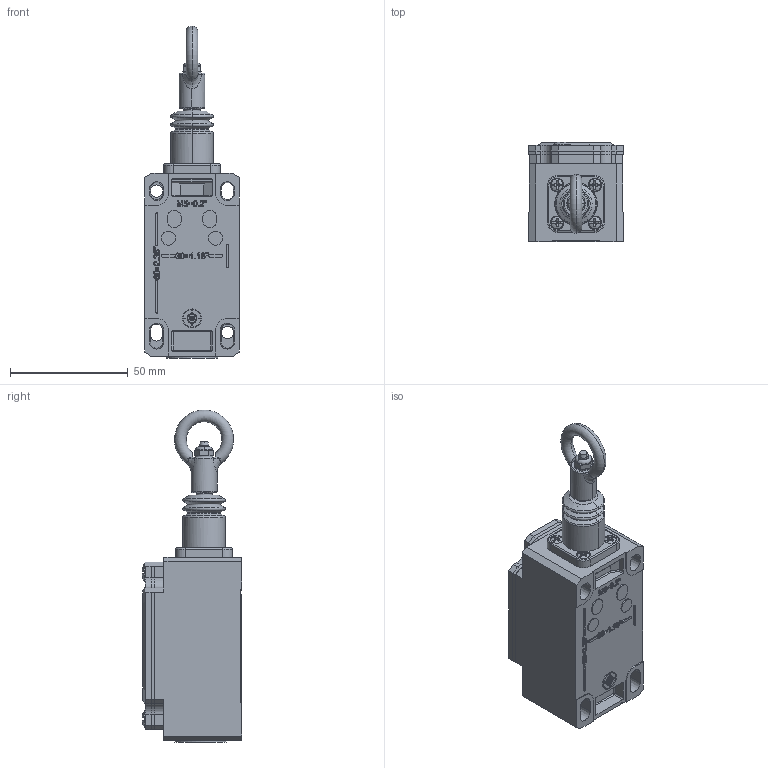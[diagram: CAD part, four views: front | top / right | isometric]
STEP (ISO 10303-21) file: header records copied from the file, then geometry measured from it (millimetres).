
FILE_DESCRIPTION((''),'2;1');
FILE_NAME('192595_ASM','2016-01-27T',('pdmadmin'),(''),'PRO/ENGINEER BY PARAMETRIC TECHNOLOGY CORPORATION, 2013230','PRO/ENGINEER BY PARAMETRIC TECHNOLOGY CORPORATION, 2013230','');
FILE_SCHEMA(('CONFIG_CONTROL_DESIGN'));
Length unit declared in the file: millimetre
Products named in the file (9): RP-LM40D_PART_1_AF0; RP-LM40D_PART_2; RP-LM40D_AF0_ASM; RP-LM40D-6_PART_1; RP-LM40D-6_PART_2; RP-LM40D-6_PART_3; RP-LM40D-6_PART_4; 46736---RP-LM40D-6_ASM; 192595_ASM
Assembly tree (8 placements, depth 4):
  192595_ASM
    46736---RP-LM40D-6_ASM
      RP-LM40D_AF0_ASM
        RP-LM40D_PART_1_AF0
        RP-LM40D_PART_2
      RP-LM40D-6_PART_1
      RP-LM40D-6_PART_2
      RP-LM40D-6_PART_3
      RP-LM40D-6_PART_4
Bounding box: 40 x 42.22 x 140.8 mm (x, y, z)
Volume: 53047.4 mm3; surface area: 45957.6 mm2
Topology: 6 solids, 10 shells, 1498 faces, 3850 edges, 2443 vertices
Faces by surface type: plane 730, extrusion 316, cylinder 227, cone 127, torus 70, sphere 16, bspline 12
Entity records: 48374 total; most frequent: CARTESIAN_POINT 12764, ORIENTED_EDGE 7632, DIRECTION 6587, EDGE_CURVE 3822, VECTOR 2473, VERTEX_POINT 2443, LINE 2157, AXIS2_PLACEMENT_3D 2057
